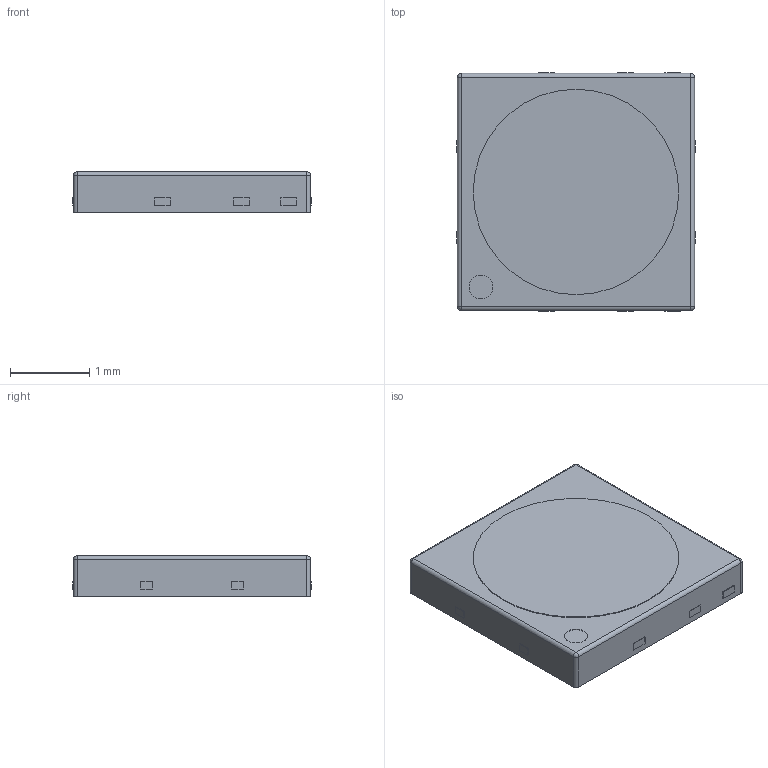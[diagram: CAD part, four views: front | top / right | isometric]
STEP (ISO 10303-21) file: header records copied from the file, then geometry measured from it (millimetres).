
FILE_DESCRIPTION(/* description */ (''),/* implementation_level */ '2;1');
FILE_NAME(/* name */ 'Lumi - 3030 - 0.52mm.step',/* time_stamp */ '2019-11-23T08:03:43+00:00',/* author */ (''),/* organization */ (''),/* preprocessor_version */ 'ST-DEVELOPER v18',/* originating_system */ 'Autodesk Translation Framework v8.12.0.6',/* authorisation */ '');
FILE_SCHEMA (('AUTOMOTIVE_DESIGN { 1 0 10303 214 3 1 1 }'));
Length unit declared in the file: millimetre
Products named in the file (1): Lumi - 3030 - 0.52mm
Bounding box: 3.02 x 3.02 x 0.53 mm (x, y, z)
Volume: 4.7 mm3; surface area: 45.9 mm2
Topology: 14 solids, 14 shells, 121 faces, 258 edges, 168 vertices
Faces by surface type: plane 91, cylinder 26, sphere 4
Full cylindrical faces by diameter (mm): 0.3 x1, 2.6 x1
Entity records: 3286 total; most frequent: DIRECTION 554, CARTESIAN_POINT 548, ORIENTED_EDGE 516, EDGE_CURVE 258, LINE 206, VECTOR 206, AXIS2_PLACEMENT_3D 174, VERTEX_POINT 168
